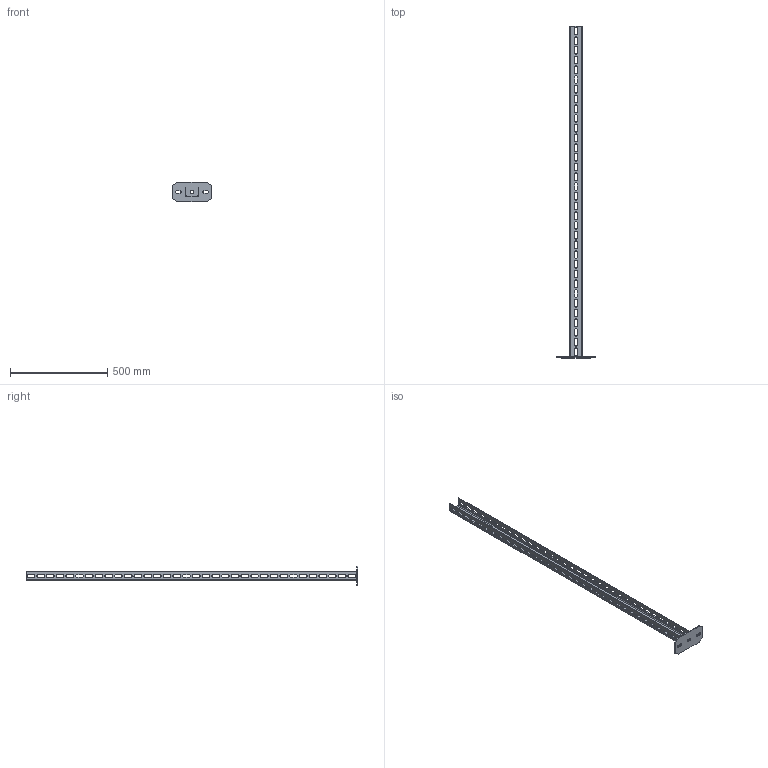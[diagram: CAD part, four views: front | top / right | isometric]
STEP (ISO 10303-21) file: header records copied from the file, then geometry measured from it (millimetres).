
FILE_DESCRIPTION((''),'2;1');
FILE_NAME('6339255','2012-07-23T',('AndreasKeweloh'),(''),'PRO/ENGINEER BY PARAMETRIC TECHNOLOGY CORPORATION, 2012130','PRO/ENGINEER BY PARAMETRIC TECHNOLOGY CORPORATION, 2012130','');
FILE_SCHEMA(('CONFIG_CONTROL_DESIGN'));
Length unit declared in the file: millimetre
Products named in the file (1): 6339255
Bounding box: 200 x 1706.5 x 100 mm (x, y, z)
Volume: 974139.2 mm3; surface area: 521912.6 mm2
Topology: 1 solids, 1 shells, 443 faces, 1320 edges, 880 vertices
Faces by surface type: plane 229, cylinder 214
Entity records: 15440 total; most frequent: CARTESIAN_POINT 2643, ORIENTED_EDGE 2640, DIRECTION 2634, EDGE_CURVE 1320, VECTOR 892, LINE 892, VERTEX_POINT 880, AXIS2_PLACEMENT_3D 871
